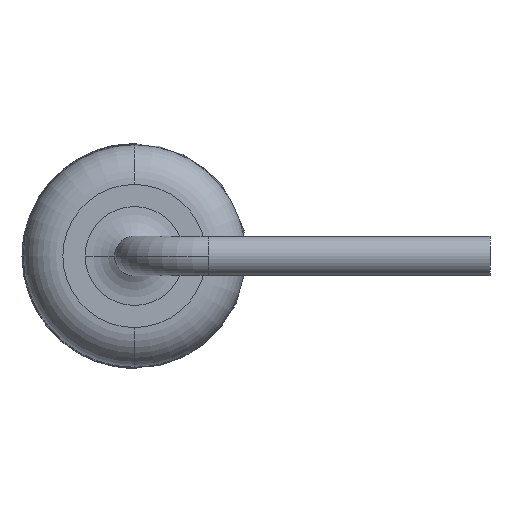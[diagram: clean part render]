
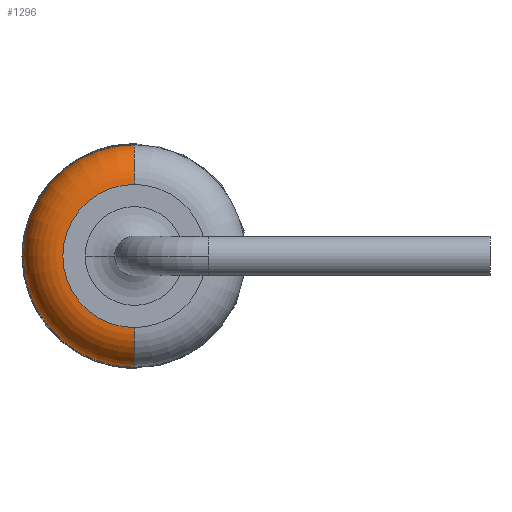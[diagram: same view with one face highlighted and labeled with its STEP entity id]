
A CAD part, left-side view. The second image highlights one B-rep face of the part: STEP entity #1296.
In plain terms, the highlighted toroidal (fillet/blend) face has major radius 1.45 mm and minor radius 0.8 mm.
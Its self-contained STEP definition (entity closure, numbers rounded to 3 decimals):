
#8 = DIRECTION ( 'NONE',  ( 0., 0., -1. ) ) ;
#60 = CARTESIAN_POINT ( 'NONE',  ( -4.7, 0., -1.45 ) ) ;
#98 = CARTESIAN_POINT ( 'NONE',  ( -4.7, 0., 2.25 ) ) ;
#115 = CARTESIAN_POINT ( 'NONE',  ( -4.7, 0., -2.25 ) ) ;
#207 = DIRECTION ( 'NONE',  ( 0., -1., 0. ) ) ;
#292 = CIRCLE ( 'NONE', #1812, 2.25 ) ;
#542 = AXIS2_PLACEMENT_3D ( 'NONE', #1540, #1138, #2131 ) ;
#566 = AXIS2_PLACEMENT_3D ( 'NONE', #599, #2512, #1886 ) ;
#599 = CARTESIAN_POINT ( 'NONE',  ( -4.7, 0., 0. ) ) ;
#719 = CARTESIAN_POINT ( 'NONE',  ( -4.7, 0., 0. ) ) ;
#747 = EDGE_CURVE ( 'NONE', #1129, #1782, #1690, .T. ) ;
#768 = ORIENTED_EDGE ( 'NONE', *, *, #833, .T. ) ;
#833 = EDGE_CURVE ( 'NONE', #1129, #2108, #1345, .T. ) ;
#896 = DIRECTION ( 'NONE',  ( 1., 0., 0. ) ) ;
#1099 = EDGE_LOOP ( 'NONE', ( #1116, #768, #1332, #2415 ) ) ;
#1116 = ORIENTED_EDGE ( 'NONE', *, *, #747, .F. ) ;
#1129 = VERTEX_POINT ( 'NONE', #2532 ) ;
#1138 = DIRECTION ( 'NONE',  ( -1., 0., 0. ) ) ;
#1165 = VERTEX_POINT ( 'NONE', #115 ) ;
#1296 = ADVANCED_FACE ( 'NONE', ( #2306 ), #2141, .T. ) ;
#1332 = ORIENTED_EDGE ( 'NONE', *, *, #1830, .F. ) ;
#1345 = CIRCLE ( 'NONE', #2035, 0.8 ) ;
#1347 = DIRECTION ( 'NONE',  ( 0., 1., 0. ) ) ;
#1359 = DIRECTION ( 'NONE',  ( 0., 0., 1. ) ) ;
#1540 = CARTESIAN_POINT ( 'NONE',  ( -5.5, 0., 0. ) ) ;
#1690 = CIRCLE ( 'NONE', #542, 1.45 ) ;
#1782 = VERTEX_POINT ( 'NONE', #2127 ) ;
#1789 = DIRECTION ( 'NONE',  ( 0., 0., -1. ) ) ;
#1812 = AXIS2_PLACEMENT_3D ( 'NONE', #719, #896, #1789 ) ;
#1830 = EDGE_CURVE ( 'NONE', #1165, #2108, #292, .T. ) ;
#1886 = DIRECTION ( 'NONE',  ( 0., 0., -1. ) ) ;
#1902 = CIRCLE ( 'NONE', #2694, 0.8 ) ;
#2035 = AXIS2_PLACEMENT_3D ( 'NONE', #2608, #1347, #1359 ) ;
#2108 = VERTEX_POINT ( 'NONE', #98 ) ;
#2127 = CARTESIAN_POINT ( 'NONE',  ( -5.5, 0., -1.45 ) ) ;
#2131 = DIRECTION ( 'NONE',  ( 0., 0., -1. ) ) ;
#2141 = TOROIDAL_SURFACE ( 'NONE', #566, 1.45, 0.8 ) ;
#2306 = FACE_OUTER_BOUND ( 'NONE', #1099, .T. ) ;
#2415 = ORIENTED_EDGE ( 'NONE', *, *, #2585, .F. ) ;
#2512 = DIRECTION ( 'NONE',  ( 1., 0., 0. ) ) ;
#2532 = CARTESIAN_POINT ( 'NONE',  ( -5.5, 0., 1.45 ) ) ;
#2585 = EDGE_CURVE ( 'NONE', #1782, #1165, #1902, .T. ) ;
#2608 = CARTESIAN_POINT ( 'NONE',  ( -4.7, 0., 1.45 ) ) ;
#2694 = AXIS2_PLACEMENT_3D ( 'NONE', #60, #207, #8 ) ;
